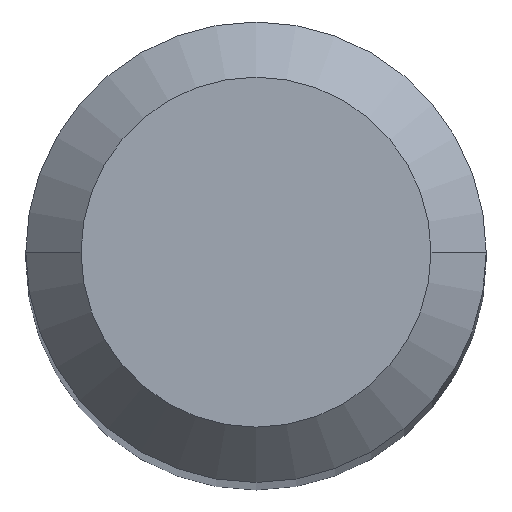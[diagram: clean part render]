
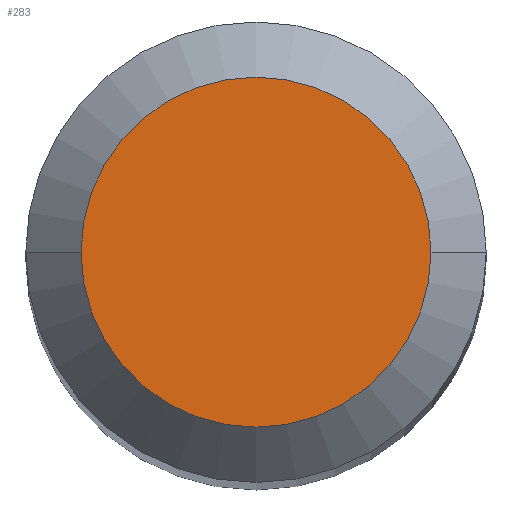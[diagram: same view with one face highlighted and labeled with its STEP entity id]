
A CAD part, top view. The second image highlights one B-rep face of the part: STEP entity #283.
In plain terms, the highlighted planar face has unit normal (0, 0, 1).
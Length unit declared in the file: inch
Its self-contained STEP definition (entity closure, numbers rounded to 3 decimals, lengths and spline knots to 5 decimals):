
#2 = AXIS2_PLACEMENT_3D ( 'NONE', #158, #248, #280 ) ;
#8 = EDGE_CURVE ( 'NONE', #105, #180, #78, .T. ) ;
#17 = DIRECTION ( 'NONE',  ( 1., 0., 0. ) ) ;
#28 = CARTESIAN_POINT ( 'NONE',  ( 0., 0., 1.5 ) ) ;
#52 = ORIENTED_EDGE ( 'NONE', *, *, #8, .T. ) ;
#61 = EDGE_LOOP ( 'NONE', ( #52, #120 ) ) ;
#74 = EDGE_CURVE ( 'NONE', #180, #105, #151, .T. ) ;
#78 = CIRCLE ( 'NONE', #2, 0.0475 ) ;
#99 = AXIS2_PLACEMENT_3D ( 'NONE', #169, #299, #17 ) ;
#103 = DIRECTION ( 'NONE',  ( 1., 0., 0. ) ) ;
#105 = VERTEX_POINT ( 'NONE', #116 ) ;
#116 = CARTESIAN_POINT ( 'NONE',  ( -0.0475, 0., 1.5 ) ) ;
#120 = ORIENTED_EDGE ( 'NONE', *, *, #74, .T. ) ;
#122 = FACE_OUTER_BOUND ( 'NONE', #61, .T. ) ;
#151 = CIRCLE ( 'NONE', #271, 0.0475 ) ;
#157 = DIRECTION ( 'NONE',  ( 0., 0., 1. ) ) ;
#158 = CARTESIAN_POINT ( 'NONE',  ( 0., 0., 1.5 ) ) ;
#169 = CARTESIAN_POINT ( 'NONE',  ( 0., 0., 1.5 ) ) ;
#180 = VERTEX_POINT ( 'NONE', #258 ) ;
#223 = PLANE ( 'NONE',  #99 ) ;
#248 = DIRECTION ( 'NONE',  ( 0., 0., 1. ) ) ;
#258 = CARTESIAN_POINT ( 'NONE',  ( 0.0475, 0., 1.5 ) ) ;
#271 = AXIS2_PLACEMENT_3D ( 'NONE', #28, #157, #103 ) ;
#280 = DIRECTION ( 'NONE',  ( 1., 0., 0. ) ) ;
#283 = ADVANCED_FACE ( 'NONE', ( #122 ), #223, .T. ) ;
#299 = DIRECTION ( 'NONE',  ( 0., 0., 1. ) ) ;
